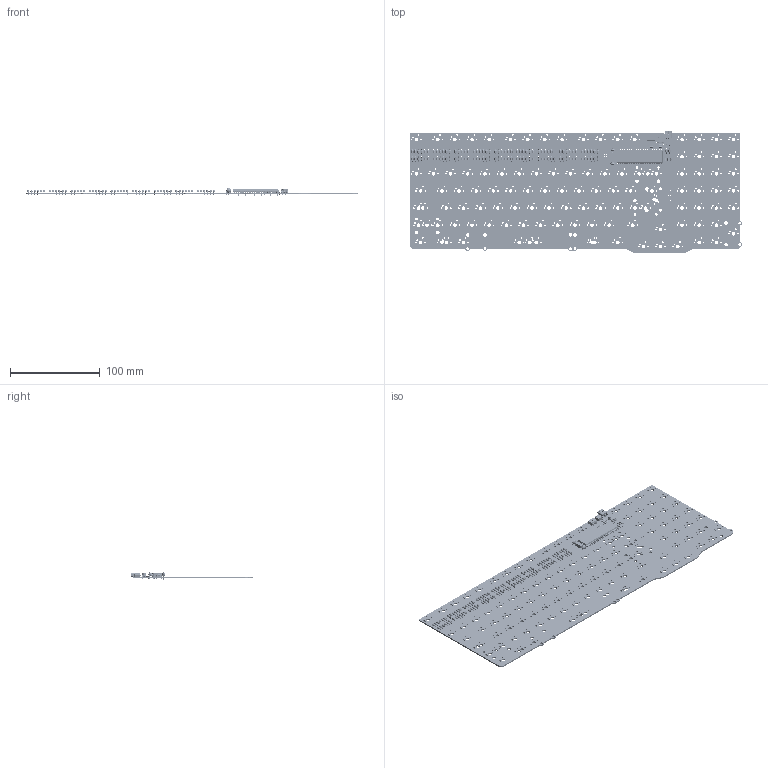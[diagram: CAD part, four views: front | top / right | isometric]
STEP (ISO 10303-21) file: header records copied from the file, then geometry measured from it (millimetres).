
FILE_DESCRIPTION(/* description */ (''),/* implementation_level */ '2;1');
FILE_NAME(/* name */ 'PCB.step',/* time_stamp */ '2021-02-22T15:11:09+07:00',/* author */ (''),/* organization */ (''),/* preprocessor_version */ 'ST-DEVELOPER v18.1',/* originating_system */ 'Autodesk Translation Framework v9.7.1.1290',/* authorisation */ '');
FILE_SCHEMA (('AUTOMOTIVE_DESIGN { 1 0 10303 214 3 1 1 }'));
Products named in the file (20): (Unsaved); SW_DIP_SPSTx03_Slide_6.7x9.18mm_W7.62mm_P2.54mm_LowProfile; SOLID (2); CP_Radial_D4.0mm_P2.00mm; SOLID (5); SW_PUSH_6mm; SOLID; D_T-1_P5.08mm_Horizontal; SOLID (3); Crystal_HC49-4H_Vertical; SOLID (4); DIP-40_W15.24mm; SOLID (7); R_Axial_DIN0204_L3.6mm_D1.6mm_P7.62mm_Horizontal; SOLID (1); MiniUSB; COMPOUND; C_Disc_D5.1mm_W3.2mm_P5.00mm; SOLID (6); COMPOUND (1)
Assembly tree (132 placements, depth 3):
  (Unsaved)
    SW_DIP_SPSTx03_Slide_6.7x9.18mm_W7.62mm_P2.54mm_LowProfile
      SOLID (2)
    CP_Radial_D4.0mm_P2.00mm
      SOLID (5)
    SW_PUSH_6mm
      SOLID
    R_Axial_DIN0204_L3.6mm_D1.6mm_P7.62mm_Horizontal  x7
      SOLID (1)
    D_T-1_P5.08mm_Horizontal  x107
      SOLID (3)
    Crystal_HC49-4H_Vertical
      SOLID (4)
    DIP-40_W15.24mm
      SOLID (7)
    MiniUSB
      COMPOUND
    C_Disc_D5.1mm_W3.2mm_P5.00mm  x2
      SOLID (6)
    COMPOUND (1)
Bounding box: 368.92 x 136.48 x 8.69 mm (x, y, z)
Volume: 76811.3 mm3; surface area: 109100 mm2
Topology: 123 solids, 124 shells, 4224 faces, 10092 edges, 6568 vertices
Faces by surface type: plane 1872, cylinder 1843, torus 457, bspline 40, cone 8, sphere 4
Full cylindrical faces by diameter (mm): 0.3 x2, 0.5 x38, 0.6 x2, 0.7 x433, 0.8 x133, 1 x117, 1.1 x10, 1.2 x40, 1.44 x7, 1.6 x14, 1.702 x211, 1.8 x222, 2.6 x107, 2.62 x107, 2.8 x1, 3.048 x13, 3.5 x1, 3.988 x116
Entity records: 85900 total; most frequent: CARTESIAN_POINT 15525, DIRECTION 14230, ORIENTED_EDGE 13602, EDGE_CURVE 6801, AXIS2_PLACEMENT_3D 4935, VERTEX_POINT 4415, LINE 4360, VECTOR 4360
